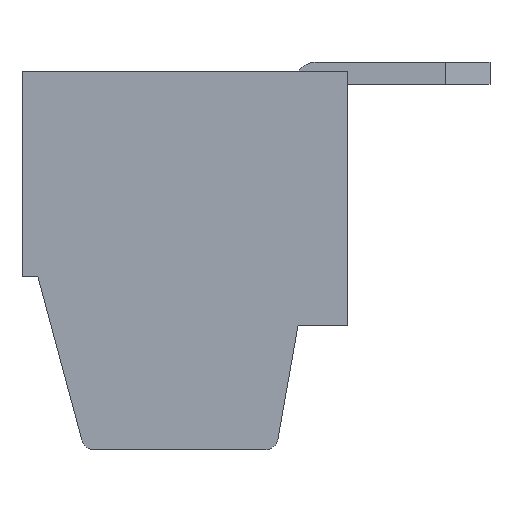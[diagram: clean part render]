
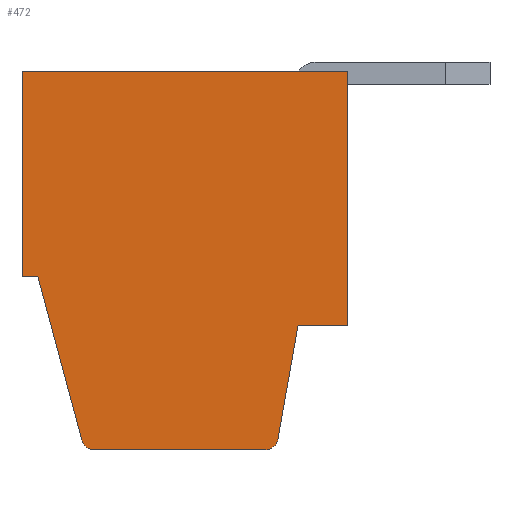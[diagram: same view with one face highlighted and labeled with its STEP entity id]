
A CAD part, left-side view. The second image highlights one B-rep face of the part: STEP entity #472.
In plain terms, the highlighted planar face has unit normal (-1, 0, 0).
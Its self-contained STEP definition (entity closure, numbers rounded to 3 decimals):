
#472 = ADVANCED_FACE( '', ( #996 ), #997, .T. );
#996 = FACE_OUTER_BOUND( '', #1521, .T. );
#997 = PLANE( '', #1522 );
#1521 = EDGE_LOOP( '', ( #2777, #2778, #2779, #2780, #2781, #2782, #2783, #2784, #2785, #2786 ) );
#1522 = AXIS2_PLACEMENT_3D( '', #2787, #2788, #2789 );
#2777 = ORIENTED_EDGE( '', *, *, #3223, .T. );
#2778 = ORIENTED_EDGE( '', *, *, #3179, .T. );
#2779 = ORIENTED_EDGE( '', *, *, #3269, .T. );
#2780 = ORIENTED_EDGE( '', *, *, #3348, .T. );
#2781 = ORIENTED_EDGE( '', *, *, #2944, .T. );
#2782 = ORIENTED_EDGE( '', *, *, #3336, .T. );
#2783 = ORIENTED_EDGE( '', *, *, #3273, .T. );
#2784 = ORIENTED_EDGE( '', *, *, #3156, .T. );
#2785 = ORIENTED_EDGE( '', *, *, #3251, .T. );
#2786 = ORIENTED_EDGE( '', *, *, #3195, .T. );
#2787 = CARTESIAN_POINT( '', ( 165.647, 154.734, -4.2 ) );
#2788 = DIRECTION( '', ( -1., 0., 0. ) );
#2789 = DIRECTION( '', ( 0., -1., 0. ) );
#2944 = EDGE_CURVE( '', #3500, #3505, #3507, .T. );
#3156 = EDGE_CURVE( '', #3844, #3842, #3845, .T. );
#3179 = EDGE_CURVE( '', #3871, #3876, #3878, .T. );
#3195 = EDGE_CURVE( '', #3895, #3900, #3902, .T. );
#3223 = EDGE_CURVE( '', #3900, #3871, #3937, .T. );
#3251 = EDGE_CURVE( '', #3842, #3895, #3968, .T. );
#3269 = EDGE_CURVE( '', #3876, #3989, #3991, .T. );
#3273 = EDGE_CURVE( '', #3996, #3844, #3997, .T. );
#3336 = EDGE_CURVE( '', #3505, #3996, #4072, .T. );
#3348 = EDGE_CURVE( '', #3989, #3500, #4084, .T. );
#3500 = VERTEX_POINT( '', #4288 );
#3505 = VERTEX_POINT( '', #4295 );
#3507 = LINE( '', #4298, #4299 );
#3842 = VERTEX_POINT( '', #4751 );
#3844 = VERTEX_POINT( '', #4754 );
#3845 = LINE( '', #4755, #4756 );
#3871 = VERTEX_POINT( '', #4796 );
#3876 = VERTEX_POINT( '', #4802 );
#3878 = CIRCLE( '', #4805, 0.3 );
#3895 = VERTEX_POINT( '', #4827 );
#3900 = VERTEX_POINT( '', #4834 );
#3902 = LINE( '', #4837, #4838 );
#3937 = LINE( '', #4888, #4889 );
#3968 = LINE( '', #4933, #4934 );
#3989 = VERTEX_POINT( '', #4965 );
#3991 = LINE( '', #4968, #4969 );
#3996 = VERTEX_POINT( '', #4975 );
#3997 = LINE( '', #4976, #4977 );
#4072 = LINE( '', #5075, #5076 );
#4084 = CIRCLE( '', #5092, 0.3 );
#4288 = CARTESIAN_POINT( '', ( 165.647, 148.991, -8.252 ) );
#4295 = CARTESIAN_POINT( '', ( 165.647, 148.541, -5.7 ) );
#4298 = CARTESIAN_POINT( '', ( 165.647, 148.541, -5.7 ) );
#4299 = VECTOR( '', #5190, 1000. );
#4751 = CARTESIAN_POINT( '', ( 165.647, 154.734, 0. ) );
#4754 = CARTESIAN_POINT( '', ( 165.647, 147.434, 0. ) );
#4755 = CARTESIAN_POINT( '', ( 165.647, 154.734, 0. ) );
#4756 = VECTOR( '', #5426, 1000. );
#4796 = CARTESIAN_POINT( '', ( 165.647, 153.394, -8.278 ) );
#4802 = CARTESIAN_POINT( '', ( 165.647, 153.104, -8.5 ) );
#4805 = AXIS2_PLACEMENT_3D( '', #5446, #5447, #5448 );
#4827 = CARTESIAN_POINT( '', ( 165.647, 154.734, -4.6 ) );
#4834 = CARTESIAN_POINT( '', ( 165.647, 154.379, -4.6 ) );
#4837 = CARTESIAN_POINT( '', ( 165.647, 154.379, -4.6 ) );
#4838 = VECTOR( '', #5463, 1000. );
#4888 = CARTESIAN_POINT( '', ( 165.647, 153.394, -8.278 ) );
#4889 = VECTOR( '', #5482, 1000. );
#4933 = CARTESIAN_POINT( '', ( 165.647, 154.734, -4.6 ) );
#4934 = VECTOR( '', #5505, 1000. );
#4965 = CARTESIAN_POINT( '', ( 165.647, 149.286, -8.5 ) );
#4968 = CARTESIAN_POINT( '', ( 165.647, 149.286, -8.5 ) );
#4969 = VECTOR( '', #5523, 1000. );
#4975 = CARTESIAN_POINT( '', ( 165.647, 147.434, -5.7 ) );
#4976 = CARTESIAN_POINT( '', ( 165.647, 147.434, 0. ) );
#4977 = VECTOR( '', #5528, 1000. );
#5075 = CARTESIAN_POINT( '', ( 165.647, 147.434, -5.7 ) );
#5076 = VECTOR( '', #5576, 1000. );
#5092 = AXIS2_PLACEMENT_3D( '', #5581, #5582, #5583 );
#5190 = DIRECTION( '', ( 0., -0.174, 0.985 ) );
#5426 = DIRECTION( '', ( 0., 1., 0. ) );
#5446 = CARTESIAN_POINT( '', ( 165.647, 153.104, -8.2 ) );
#5447 = DIRECTION( '', ( -1., 0., 0. ) );
#5448 = DIRECTION( '', ( 0., -1., 0. ) );
#5463 = DIRECTION( '', ( 0., -1., 0. ) );
#5482 = DIRECTION( '', ( 0., -0.259, -0.966 ) );
#5505 = DIRECTION( '', ( 0., 0., -1. ) );
#5523 = DIRECTION( '', ( 0., -1., 0. ) );
#5528 = DIRECTION( '', ( 0., 0., 1. ) );
#5576 = DIRECTION( '', ( 0., -1., 0. ) );
#5581 = CARTESIAN_POINT( '', ( 165.647, 149.286, -8.2 ) );
#5582 = DIRECTION( '', ( -1., 0., 0. ) );
#5583 = DIRECTION( '', ( 0., -1., 0. ) );
